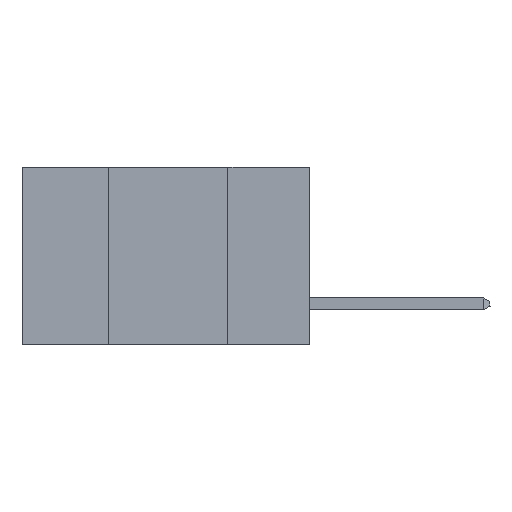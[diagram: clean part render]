
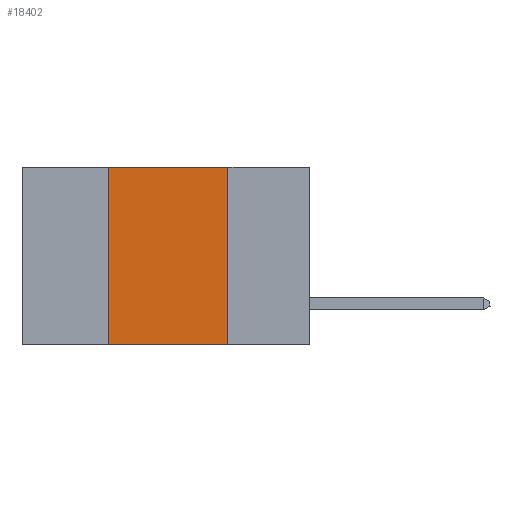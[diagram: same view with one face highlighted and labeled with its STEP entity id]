
A CAD part, left-side view. The second image highlights one B-rep face of the part: STEP entity #18402.
In plain terms, the highlighted planar face has unit normal (-1, 0, 0).
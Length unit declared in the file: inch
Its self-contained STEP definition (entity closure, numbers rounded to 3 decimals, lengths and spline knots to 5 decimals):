
#122 = LINE ( 'NONE', #4661, #8297 ) ;
#431 = ORIENTED_EDGE ( 'NONE', *, *, #13425, .T. ) ;
#481 = CARTESIAN_POINT ( 'NONE',  ( 0., 0.42, -0.37 ) ) ;
#1178 = EDGE_CURVE ( 'NONE', #16271, #7872, #7824, .T. ) ;
#1738 = CARTESIAN_POINT ( 'NONE',  ( 0., 0.17, 0. ) ) ;
#2197 = CARTESIAN_POINT ( 'NONE',  ( 0., 0.6, 0. ) ) ;
#2403 = DIRECTION ( 'NONE',  ( 0., 0., -1. ) ) ;
#3907 = LINE ( 'NONE', #8277, #10481 ) ;
#4625 = CARTESIAN_POINT ( 'NONE',  ( 0., 0.42, 0. ) ) ;
#4661 = CARTESIAN_POINT ( 'NONE',  ( 0., 0.42, 0. ) ) ;
#5290 = EDGE_CURVE ( 'NONE', #7872, #10107, #14698, .T. ) ;
#5949 = EDGE_CURVE ( 'NONE', #9032, #16271, #122, .T. ) ;
#6266 = FACE_OUTER_BOUND ( 'NONE', #15648, .T. ) ;
#6587 = DIRECTION ( 'NONE',  ( 0., -1., 0. ) ) ;
#7192 = VECTOR ( 'NONE', #2403, 39.37008 ) ;
#7824 = LINE ( 'NONE', #15523, #8030 ) ;
#7872 = VERTEX_POINT ( 'NONE', #1738 ) ;
#7989 = ORIENTED_EDGE ( 'NONE', *, *, #5949, .F. ) ;
#8030 = VECTOR ( 'NONE', #6587, 39.37008 ) ;
#8277 = CARTESIAN_POINT ( 'NONE',  ( 0., 0.6, -0.37 ) ) ;
#8297 = VECTOR ( 'NONE', #11640, 39.37008 ) ;
#9032 = VERTEX_POINT ( 'NONE', #481 ) ;
#9567 = PLANE ( 'NONE',  #16924 ) ;
#10107 = VERTEX_POINT ( 'NONE', #15156 ) ;
#10481 = VECTOR ( 'NONE', #14688, 39.37008 ) ;
#10756 = CARTESIAN_POINT ( 'NONE',  ( 0., 0.17, 0. ) ) ;
#10812 = DIRECTION ( 'NONE',  ( 1., 0., 0. ) ) ;
#11640 = DIRECTION ( 'NONE',  ( 0., 0., 1. ) ) ;
#13425 = EDGE_CURVE ( 'NONE', #9032, #10107, #3907, .T. ) ;
#13610 = ORIENTED_EDGE ( 'NONE', *, *, #5290, .F. ) ;
#14688 = DIRECTION ( 'NONE',  ( 0., -1., 0. ) ) ;
#14698 = LINE ( 'NONE', #10756, #7192 ) ;
#15156 = CARTESIAN_POINT ( 'NONE',  ( 0., 0.17, -0.37 ) ) ;
#15523 = CARTESIAN_POINT ( 'NONE',  ( 0., 0.6, 0. ) ) ;
#15648 = EDGE_LOOP ( 'NONE', ( #13610, #17707, #7989, #431 ) ) ;
#16271 = VERTEX_POINT ( 'NONE', #4625 ) ;
#16662 = DIRECTION ( 'NONE',  ( 0., 0., -1. ) ) ;
#16924 = AXIS2_PLACEMENT_3D ( 'NONE', #2197, #10812, #16662 ) ;
#17707 = ORIENTED_EDGE ( 'NONE', *, *, #1178, .F. ) ;
#18402 = ADVANCED_FACE ( 'NONE', ( #6266 ), #9567, .F. ) ;
